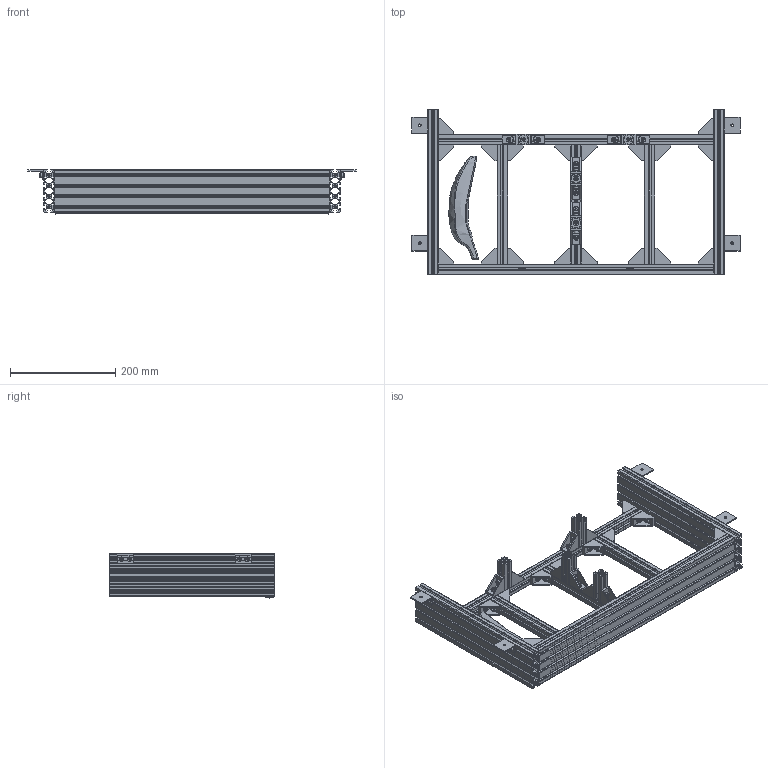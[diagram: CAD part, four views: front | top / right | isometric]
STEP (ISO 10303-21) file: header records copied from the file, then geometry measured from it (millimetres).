
FILE_DESCRIPTION(/* description */ (''),/* implementation_level */ '2;1');
FILE_NAME(/* name */ 'frame v25.step',/* time_stamp */ '2023-06-15T22:58:45-07:00',/* author */ (''),/* organization */ (''),/* preprocessor_version */ 'ST-DEVELOPER v19.2',/* originating_system */ 'Autodesk Translation Framework v12.6.0.85',/* authorisation */ '');
FILE_SCHEMA (('AUTOMOTIVE_DESIGN { 1 0 10303 214 3 1 1 }'));
Length unit declared in the file: millimetre
Products named in the file (36): frame; HFS5-2080-314; HFS5-2080-524; HFS5-2020-524; HFS5-2020-226.5; HFS5-2020-60-LTP; HCBV5-SET; HNTT5-5_1; CBM5-8; HCBV5-SET_1; HBLFSN5-SET; HBLFSN5-SET_1; HBLFSN5-SET_2; HBLFSN5-SET_3; HBLFSN5-SET_4; HBLFSN5-SET_5; HBLFSN5-SET_6; HBLFSN5-SET_7; HNTC5-5; HNTC5-5_1; Hexagon socket set screw with flat point DIN 913 - M4x4; HNTC5_n; HSCGF5-B-520; bananaforscale; HBLFSN5-SET_8; HBLFSN5-SET_9; HBLFSN5-SET_10; HBLFSN5-SET_11; HBLFSN5-SET_12; HBLFSN5-SET_13; HBLFSN5-SET_14; HBLFSN5-SET_15; HBLFSN5-SET_16; HNTT5-5_1_1; CBM5-10; HBLFSN5-SETh5
Assembly tree (142 placements, depth 3):
  frame
    HFS5-2080-314  x2
    HFS5-2080-524
    HFS5-2020-524
    HFS5-2020-226.5  x3
    HFS5-2020-60-LTP  x4
    HCBV5-SET  x4
      HNTT5-5_1
      CBM5-8
      HCBV5-SET_1
    HBLFSN5-SET_12  x12
      HNTT5-5_1_1
      CBM5-10
      HBLFSN5-SETh5
    HBLFSN5-SET
      HNTT5-5_1_1  x2
      CBM5-10  x2
      HBLFSN5-SETh5
    HBLFSN5-SET_1
      HNTT5-5_1_1  x2
      CBM5-10  x2
      HBLFSN5-SETh5
    HBLFSN5-SET_2
      HNTT5-5_1_1  x2
      CBM5-10  x2
      HBLFSN5-SETh5
    HBLFSN5-SET_3
      HNTT5-5_1_1  x2
      CBM5-10  x2
      HBLFSN5-SETh5
    HBLFSN5-SET_4
      HNTT5-5_1_1  x2
      CBM5-10  x2
      HBLFSN5-SETh5
    HBLFSN5-SET_5
      HNTT5-5_1_1  x2
      CBM5-10  x2
      HBLFSN5-SETh5
    HBLFSN5-SET_6
      HNTT5-5_1_1  x2
      CBM5-10  x2
      HBLFSN5-SETh5
    HBLFSN5-SET_7
      HNTT5-5_1_1  x2
      CBM5-10  x2
      HBLFSN5-SETh5
    HNTC5-5
      Hexagon socket set screw with flat point DIN 913 - M4x4
      HNTC5_n
    HNTC5-5_1
      Hexagon socket set screw with flat point DIN 913 - M4x4
      HNTC5_n
    HSCGF5-B-520  x2
    bananaforscale
    HBLFSN5-SET_8
      HNTT5-5_1_1  x2
      CBM5-10  x2
      HBLFSN5-SETh5
    HBLFSN5-SET_9
      HNTT5-5_1_1  x2
Bounding box: 624 x 314 x 83.85 mm (x, y, z)
Volume: 1390271.8 mm3; surface area: 1212604.1 mm2
Topology: 178 solids, 178 shells, 5298 faces, 13672 edges, 8882 vertices
Faces by surface type: plane 3976, cylinder 872, cone 356, torus 64, bspline 30
Full cylindrical faces by diameter (mm): 3.242 x2, 4 x2, 4.134 x74, 4.2 x20, 5 x64, 5.3 x84, 5.5 x8, 8.5 x64
Entity records: 32150 total; most frequent: CARTESIAN_POINT 9445, ORIENTED_EDGE 4530, DIRECTION 4429, EDGE_CURVE 2265, LINE 1943, VECTOR 1943, VERTEX_POINT 1492, AXIS2_PLACEMENT_3D 1243
